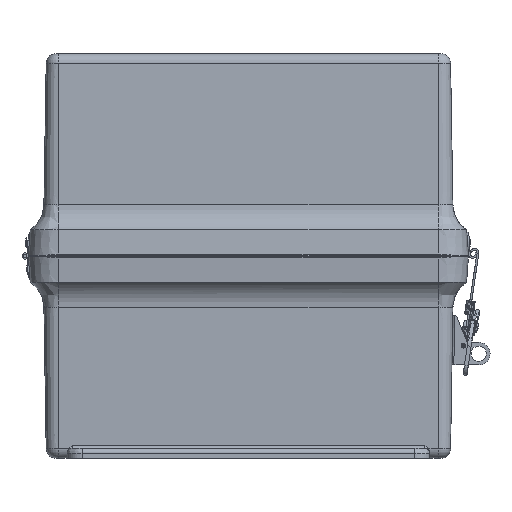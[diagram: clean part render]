
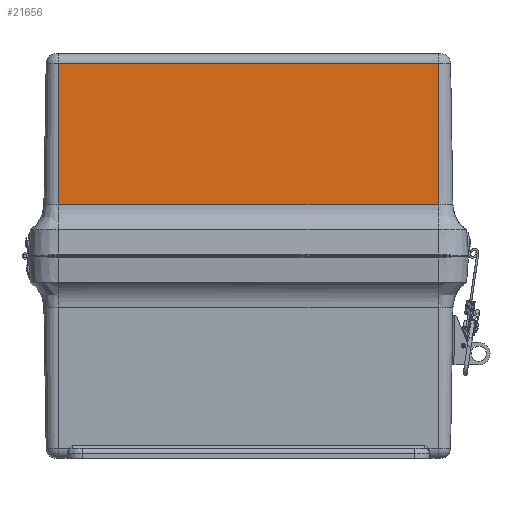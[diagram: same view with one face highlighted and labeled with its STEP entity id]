
A CAD part, front view. The second image highlights one B-rep face of the part: STEP entity #21656.
In plain terms, the highlighted planar face has unit normal (0, -1, 0.016).
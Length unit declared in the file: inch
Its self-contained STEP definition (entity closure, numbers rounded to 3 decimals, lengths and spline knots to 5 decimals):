
#210 = DIRECTION ( 'NONE',  ( 0., 0.016, 1. ) ) ;
#408 = VERTEX_POINT ( 'NONE', #67508 ) ;
#768 = EDGE_CURVE ( 'NONE', #51655, #54319, #45780, .T. ) ;
#3632 = EDGE_LOOP ( 'NONE', ( #62828, #21725, #10735, #21743, #62830, #49591 ) ) ;
#5513 = CARTESIAN_POINT ( 'NONE',  ( -4.71875, -6.1085, 0.05057 ) ) ;
#6462 = EDGE_CURVE ( 'NONE', #51655, #60868, #68118, .T. ) ;
#6800 = DIRECTION ( 'NONE',  ( 0., 0.016, 1. ) ) ;
#9872 = VECTOR ( 'NONE', #14046, 39.37008 ) ;
#10735 = ORIENTED_EDGE ( 'NONE', *, *, #32735, .F. ) ;
#14046 = DIRECTION ( 'NONE',  ( 1., 0., 0. ) ) ;
#14170 = CARTESIAN_POINT ( 'NONE',  ( 4.71379, -6.0884, 1.29638 ) ) ;
#17523 = CARTESIAN_POINT ( 'NONE',  ( -4.71379, -6.0884, 1.29638 ) ) ;
#18706 = EDGE_CURVE ( 'NONE', #21611, #408, #28542, .T. ) ;
#21611 = VERTEX_POINT ( 'NONE', #30724 ) ;
#21656 = ADVANCED_FACE ( 'NONE', ( #38329 ), #40132, .T. ) ;
#21725 = ORIENTED_EDGE ( 'NONE', *, *, #768, .T. ) ;
#21743 = ORIENTED_EDGE ( 'NONE', *, *, #63769, .T. ) ;
#21971 = CARTESIAN_POINT ( 'NONE',  ( 4.71875, -6.1085, 0.05057 ) ) ;
#22088 = EDGE_CURVE ( 'NONE', #21611, #60868, #40738, .T. ) ;
#28542 = LINE ( 'NONE', #14170, #43230 ) ;
#29395 = VECTOR ( 'NONE', #210, 39.37008 ) ;
#29427 = CARTESIAN_POINT ( 'NONE',  ( 4.71875, -6.1085, 0.05057 ) ) ;
#30168 = DIRECTION ( 'NONE',  ( 1., 0., 0. ) ) ;
#30724 = CARTESIAN_POINT ( 'NONE',  ( 4.71875, -6.0884, 1.29637 ) ) ;
#32735 = EDGE_CURVE ( 'NONE', #54001, #54319, #48570, .T. ) ;
#35460 = CARTESIAN_POINT ( 'NONE',  ( -4.71875, -6.0884, 1.29637 ) ) ;
#36859 = AXIS2_PLACEMENT_3D ( 'NONE', #29427, #61642, #6800 ) ;
#38329 = FACE_OUTER_BOUND ( 'NONE', #3632, .T. ) ;
#39936 = VECTOR ( 'NONE', #68993, 39.37008 ) ;
#40132 = PLANE ( 'NONE',  #36859 ) ;
#40373 = CARTESIAN_POINT ( 'NONE',  ( 2.35937, -6.03181, 4.80263 ) ) ;
#40738 = LINE ( 'NONE', #21971, #29395 ) ;
#43230 = VECTOR ( 'NONE', #52958, 39.37008 ) ;
#45780 = LINE ( 'NONE', #5513, #63219 ) ;
#47749 = CARTESIAN_POINT ( 'NONE',  ( -4.71875, -6.0884, 1.29637 ) ) ;
#48570 = LINE ( 'NONE', #35460, #39936 ) ;
#49591 = ORIENTED_EDGE ( 'NONE', *, *, #22088, .T. ) ;
#50830 = VECTOR ( 'NONE', #30168, 39.37008 ) ;
#51655 = VERTEX_POINT ( 'NONE', #67510 ) ;
#52958 = DIRECTION ( 'NONE',  ( -1., 0., 0.001 ) ) ;
#54001 = VERTEX_POINT ( 'NONE', #17523 ) ;
#54319 = VERTEX_POINT ( 'NONE', #47749 ) ;
#59345 = LINE ( 'NONE', #69588, #9872 ) ;
#60868 = VERTEX_POINT ( 'NONE', #64205 ) ;
#61642 = DIRECTION ( 'NONE',  ( 0., -1., 0.016 ) ) ;
#62828 = ORIENTED_EDGE ( 'NONE', *, *, #6462, .F. ) ;
#62830 = ORIENTED_EDGE ( 'NONE', *, *, #18706, .F. ) ;
#63219 = VECTOR ( 'NONE', #66183, 39.37008 ) ;
#63769 = EDGE_CURVE ( 'NONE', #54001, #408, #59345, .T. ) ;
#64205 = CARTESIAN_POINT ( 'NONE',  ( 4.71875, -6.03181, 4.80263 ) ) ;
#66183 = DIRECTION ( 'NONE',  ( 0., -0.016, -1. ) ) ;
#67508 = CARTESIAN_POINT ( 'NONE',  ( 4.71379, -6.0884, 1.29638 ) ) ;
#67510 = CARTESIAN_POINT ( 'NONE',  ( -4.71875, -6.03181, 4.80263 ) ) ;
#68118 = LINE ( 'NONE', #40373, #50830 ) ;
#68993 = DIRECTION ( 'NONE',  ( -1., 0., -0.001 ) ) ;
#69588 = CARTESIAN_POINT ( 'NONE',  ( 4.71875, -6.0884, 1.29638 ) ) ;
